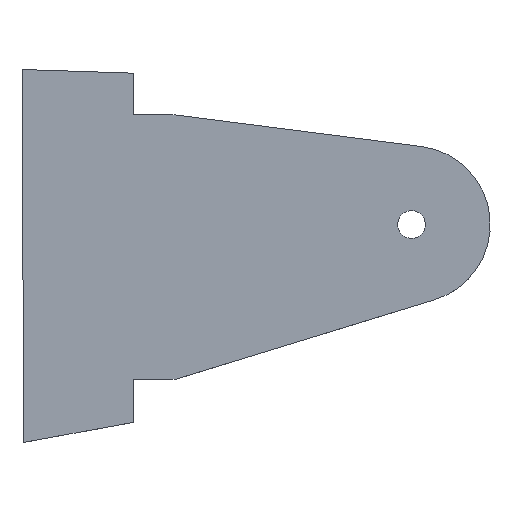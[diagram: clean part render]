
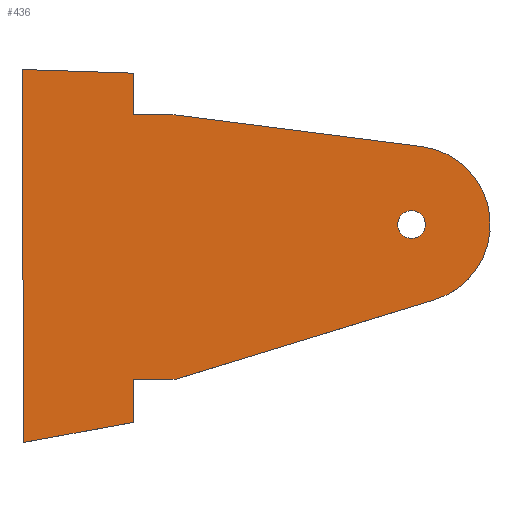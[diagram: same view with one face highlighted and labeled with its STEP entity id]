
A CAD part, top view. The second image highlights one B-rep face of the part: STEP entity #436.
In plain terms, the highlighted planar face has unit normal (0, 0, 1).
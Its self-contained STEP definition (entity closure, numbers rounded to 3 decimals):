
#36=CARTESIAN_POINT('Line Origine',(376.068,-14.174,1.5)) ;
#40=CARTESIAN_POINT('Vertex',(376.132,-27.574,1.5)) ;
#42=CARTESIAN_POINT('Vertex',(376.004,-0.774,1.5)) ;
#76=CARTESIAN_POINT('Line Origine',(380.002,-0.907,1.5)) ;
#80=CARTESIAN_POINT('Vertex',(384.,-1.04,1.5)) ;
#107=CARTESIAN_POINT('Line Origine',(384.,-2.54,1.5)) ;
#111=CARTESIAN_POINT('Vertex',(384.,-4.04,1.5)) ;
#138=CARTESIAN_POINT('Line Origine',(385.5,-4.04,1.5)) ;
#142=CARTESIAN_POINT('Vertex',(387.,-4.04,1.5)) ;
#169=CARTESIAN_POINT('Line Origine',(395.859,-5.174,1.5)) ;
#173=CARTESIAN_POINT('Vertex',(404.718,-6.309,1.5)) ;
#200=CARTESIAN_POINT('Axis2P3D Location',(404.,-11.917,1.5)) ;
#204=CARTESIAN_POINT('Vertex',(405.657,-17.322,1.5)) ;
#231=CARTESIAN_POINT('Line Origine',(396.328,-20.181,1.5)) ;
#235=CARTESIAN_POINT('Vertex',(387.,-23.04,1.5)) ;
#262=CARTESIAN_POINT('Line Origine',(385.5,-23.04,1.5)) ;
#266=CARTESIAN_POINT('Vertex',(384.,-23.04,1.5)) ;
#288=CARTESIAN_POINT('Line Origine',(384.,-24.583,1.5)) ;
#292=CARTESIAN_POINT('Vertex',(384.,-26.126,1.5)) ;
#319=CARTESIAN_POINT('Line Origine',(380.066,-26.85,1.5)) ;
#347=CARTESIAN_POINT('Vertex',(405.,-11.917,1.5)) ;
#361=CARTESIAN_POINT('Vertex',(403.,-11.917,1.5)) ;
#364=CARTESIAN_POINT('Axis2P3D Location',(404.,-11.917,1.5)) ;
#381=CARTESIAN_POINT('Axis2P3D Location',(404.,-11.917,1.5)) ;
#415=CARTESIAN_POINT('Axis2P3D Location',(0.,0.,1.5)) ;
#38=VECTOR('Line Direction',#37,1.) ;
#78=VECTOR('Line Direction',#77,1.) ;
#109=VECTOR('Line Direction',#108,1.) ;
#140=VECTOR('Line Direction',#139,1.) ;
#171=VECTOR('Line Direction',#170,1.) ;
#233=VECTOR('Line Direction',#232,1.) ;
#264=VECTOR('Line Direction',#263,1.) ;
#290=VECTOR('Line Direction',#289,1.) ;
#321=VECTOR('Line Direction',#320,1.) ;
#37=DIRECTION('Vector Direction',(-0.005,1.,0.)) ;
#77=DIRECTION('Vector Direction',(-0.999,0.033,0.)) ;
#108=DIRECTION('Vector Direction',(0.,-1.,0.)) ;
#139=DIRECTION('Vector Direction',(1.,0.,0.)) ;
#170=DIRECTION('Vector Direction',(0.992,-0.127,0.)) ;
#201=DIRECTION('Axis2P3D Direction',(0.,0.,-1.)) ;
#232=DIRECTION('Vector Direction',(-0.956,-0.293,0.)) ;
#263=DIRECTION('Vector Direction',(-1.,0.,0.)) ;
#289=DIRECTION('Vector Direction',(0.,-1.,0.)) ;
#320=DIRECTION('Vector Direction',(0.983,0.181,0.)) ;
#365=DIRECTION('Axis2P3D Direction',(0.,0.,-1.)) ;
#382=DIRECTION('Axis2P3D Direction',(0.,0.,-1.)) ;
#416=DIRECTION('Axis2P3D Direction',(0.,0.,-1.)) ;
#417=DIRECTION('Axis2P3D XDirection',(1.,0.,0.)) ;
#202=AXIS2_PLACEMENT_3D('Circle Axis2P3D',#200,#201,$) ;
#366=AXIS2_PLACEMENT_3D('Circle Axis2P3D',#364,#365,$) ;
#383=AXIS2_PLACEMENT_3D('Circle Axis2P3D',#381,#382,$) ;
#418=AXIS2_PLACEMENT_3D('Plane Axis2P3D',#415,#416,#417) ;
#39=LINE('Line',#36,#38) ;
#79=LINE('Line',#76,#78) ;
#110=LINE('Line',#107,#109) ;
#141=LINE('Line',#138,#140) ;
#172=LINE('Line',#169,#171) ;
#234=LINE('Line',#231,#233) ;
#265=LINE('Line',#262,#264) ;
#291=LINE('Line',#288,#290) ;
#322=LINE('Line',#319,#321) ;
#203=CIRCLE('generated circle',#202,5.653) ;
#367=CIRCLE('generated circle',#366,1.) ;
#384=CIRCLE('generated circle',#383,1.) ;
#419=PLANE('',#418) ;
#435=FACE_BOUND('',#432,.T.) ;
#44=EDGE_CURVE('',#41,#43,#39,.T.) ;
#82=EDGE_CURVE('',#43,#81,#79,.F.) ;
#113=EDGE_CURVE('',#81,#112,#110,.T.) ;
#144=EDGE_CURVE('',#112,#143,#141,.T.) ;
#175=EDGE_CURVE('',#143,#174,#172,.T.) ;
#206=EDGE_CURVE('',#174,#205,#203,.T.) ;
#237=EDGE_CURVE('',#205,#236,#234,.T.) ;
#268=EDGE_CURVE('',#236,#267,#265,.T.) ;
#294=EDGE_CURVE('',#267,#293,#291,.T.) ;
#323=EDGE_CURVE('',#293,#41,#322,.F.) ;
#368=EDGE_CURVE('',#348,#362,#367,.T.) ;
#385=EDGE_CURVE('',#362,#348,#384,.T.) ;
#421=ORIENTED_EDGE('',*,*,#323,.F.) ;
#422=ORIENTED_EDGE('',*,*,#294,.F.) ;
#423=ORIENTED_EDGE('',*,*,#268,.F.) ;
#424=ORIENTED_EDGE('',*,*,#237,.F.) ;
#425=ORIENTED_EDGE('',*,*,#206,.F.) ;
#426=ORIENTED_EDGE('',*,*,#175,.F.) ;
#427=ORIENTED_EDGE('',*,*,#144,.F.) ;
#428=ORIENTED_EDGE('',*,*,#113,.F.) ;
#429=ORIENTED_EDGE('',*,*,#82,.F.) ;
#430=ORIENTED_EDGE('',*,*,#44,.F.) ;
#433=ORIENTED_EDGE('',*,*,#385,.T.) ;
#434=ORIENTED_EDGE('',*,*,#368,.T.) ;
#420=EDGE_LOOP('',(#421,#422,#423,#424,#425,#426,#427,#428,#429,#430)) ;
#432=EDGE_LOOP('',(#433,#434)) ;
#41=VERTEX_POINT('',#40) ;
#43=VERTEX_POINT('',#42) ;
#81=VERTEX_POINT('',#80) ;
#112=VERTEX_POINT('',#111) ;
#143=VERTEX_POINT('',#142) ;
#174=VERTEX_POINT('',#173) ;
#205=VERTEX_POINT('',#204) ;
#236=VERTEX_POINT('',#235) ;
#267=VERTEX_POINT('',#266) ;
#293=VERTEX_POINT('',#292) ;
#348=VERTEX_POINT('',#347) ;
#362=VERTEX_POINT('',#361) ;
#436=ADVANCED_FACE('PartBody',(#431,#435),#419,.F.) ;
#431=FACE_OUTER_BOUND('',#420,.T.) ;
